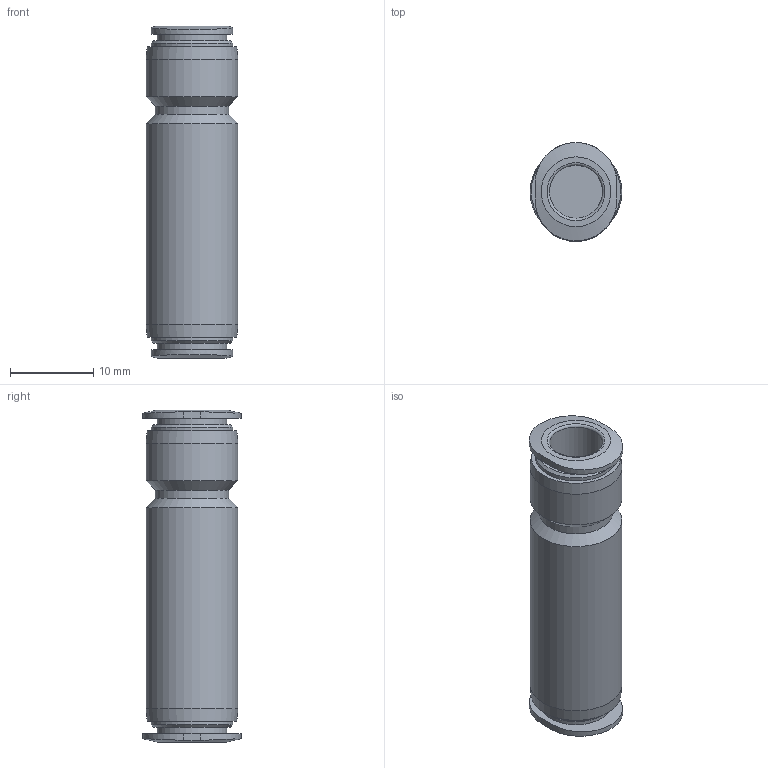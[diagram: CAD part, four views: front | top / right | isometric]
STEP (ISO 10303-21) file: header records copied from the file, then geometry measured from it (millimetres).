
FILE_DESCRIPTION(/* description */ ('STEP AP214'),/* implementation_level */ '2;1');
FILE_NAME(/* name */ '190595_QSMK-1_4T-U',/* time_stamp */ '2024-09-14T12:24:59+02:00',/* author */ ('License CC BY-ND 4.0'),/* organization */ ('CADENAS'),/* preprocessor_version */ 'ST-DEVELOPER v19.3',/* originating_system */ 'PARTsolutions',/* authorisation */ ' ');
FILE_SCHEMA (('AUTOMOTIVE_DESIGN {1 0 10303 214 3 1 1}'));
Length unit declared in the file: millimetre
Products named in the file (1): 190595 QSMK-1/4T-U
Bounding box: 11 x 11.8 x 39.8 mm (x, y, z)
Volume: 2797.8 mm3; surface area: 2177.7 mm2
Topology: 1 solids, 1 shells, 37 faces, 71 edges, 44 vertices
Faces by surface type: plane 14, cylinder 13, cone 8, torus 2
Full cylindrical faces by diameter (mm): 6.35 x2, 8.35 x2, 8.8 x1, 9.738 x2, 11 x2
Entity records: 872 total; most frequent: CARTESIAN_POINT 166, DIRECTION 148, ORIENTED_EDGE 100, AXIS2_PLACEMENT_3D 68, EDGE_LOOP 64, FACE_BOUND 64, EDGE_CURVE 50, VERTEX_POINT 42
